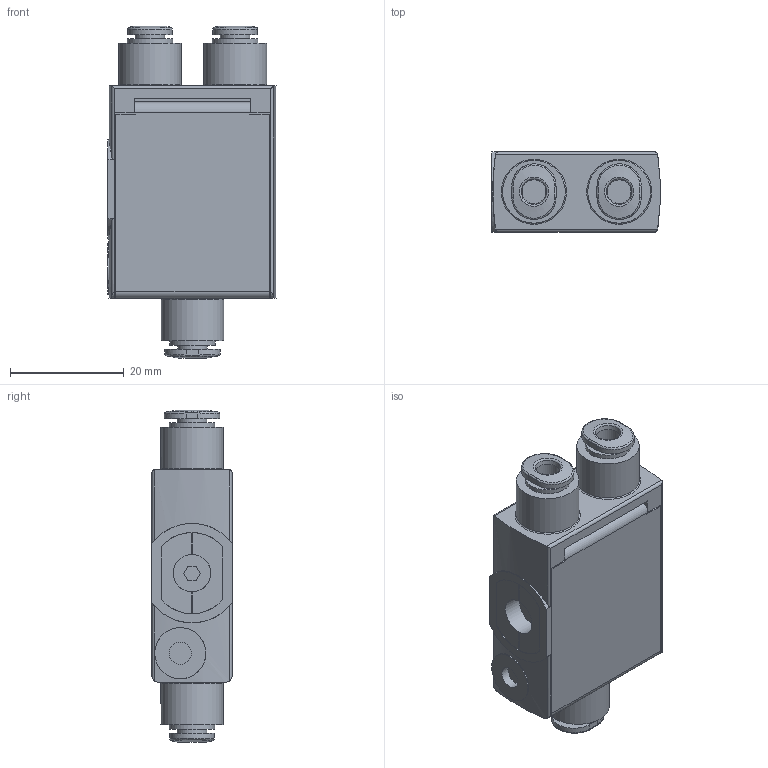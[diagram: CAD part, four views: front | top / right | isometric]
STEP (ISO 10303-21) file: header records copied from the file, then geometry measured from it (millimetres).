
FILE_DESCRIPTION(/* description */ ('STEP AP214'),/* implementation_level */ '2;1');
FILE_NAME(/* name */ '8193268_VFOF-CE-BAH-Q4-Q4',/* time_stamp */ '2024-09-16T12:26:13+02:00',/* author */ ('License CC BY-ND 4.0'),/* organization */ ('CADENAS'),/* preprocessor_version */ 'ST-DEVELOPER v19.3',/* originating_system */ 'PARTsolutions',/* authorisation */ ' ');
FILE_SCHEMA (('AUTOMOTIVE_DESIGN {1 0 10303 214 3 1 1}'));
Length unit declared in the file: millimetre
Products named in the file (1): 8193268 VFOF-CE-BAH-Q4-Q4
Bounding box: 29.61 x 14.1 x 58.44 mm (x, y, z)
Volume: 17233.2 mm3; surface area: 6065 mm2
Topology: 1 solids, 1 shells, 183 faces, 454 edges, 295 vertices
Faces by surface type: plane 109, cylinder 50, bspline 12, torus 6, cone 6
Full cylindrical faces by diameter (mm): 3.9 x1, 4.2 x3, 5.2 x3, 6.6 x1, 8 x3, 9 x1, 11.05 x3
Entity records: 6777 total; most frequent: CARTESIAN_POINT 1300, ORIENTED_EDGE 844, DIRECTION 826, EDGE_CURVE 422, VERTEX_POINT 290, AXIS2_PLACEMENT_3D 283, LINE 260, VECTOR 260
